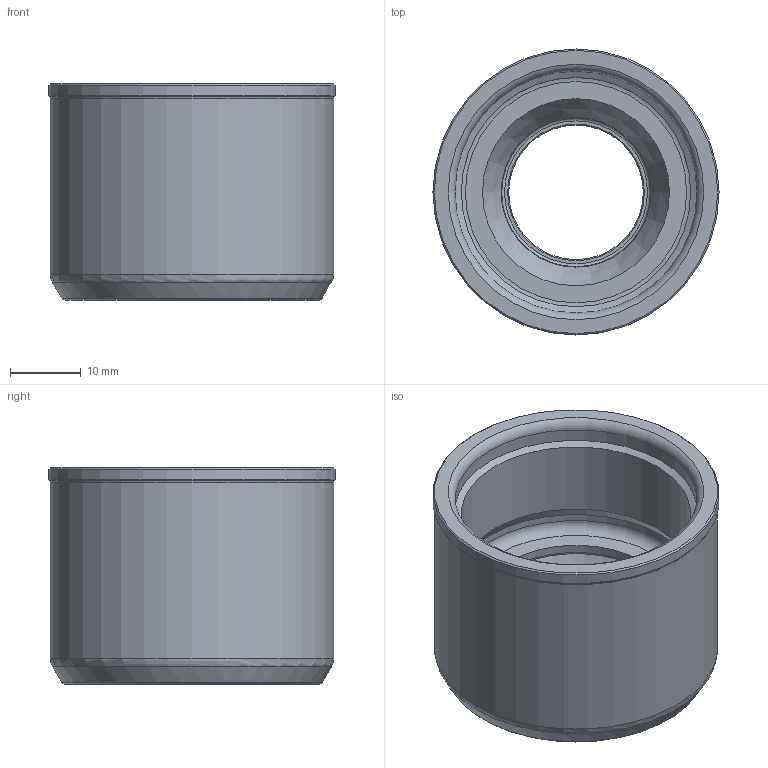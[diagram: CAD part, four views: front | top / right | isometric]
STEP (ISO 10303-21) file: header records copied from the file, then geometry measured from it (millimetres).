
FILE_DESCRIPTION(/* description */ (''),/* implementation_level */ '2;1');
FILE_NAME(/* name */ '362520000.stp',/* time_stamp */ '2021-09-24T14:17:24',/* author */ ('LRA'),/* organization */ ('REGO-FIX'),/* preprocessor_version */ ' Unknown',/* originating_system */ 'SIEMENS PLM Software Solid Edge ST10',/* authorization */ 'Unknown');
FILE_SCHEMA (('AUTOMOTIVE_DESIGN { 1 0 10303 214 2 1 1}'));
Length unit declared in the file: millimetre
Products named in the file (1): NOCUT
Bounding box: 40.4 x 40.4 x 30.5 mm (x, y, z)
Volume: 17263.4 mm3; surface area: 8185.2 mm2
Topology: 1 solids, 1 shells, 31 faces, 68 edges, 41 vertices
Faces by surface type: cone 9, cylinder 8, torus 8, plane 4, bspline 2
Full cylindrical faces by diameter (mm): 19 x1, 21 x1, 26.406 x1, 32.376 x1, 34.15 x1, 34.25 x1, 40 x1, 40.4 x1
Entity records: 839 total; most frequent: DIRECTION 138, CARTESIAN_POINT 135, ORIENTED_EDGE 76, AXIS2_PLACEMENT_3D 69, EDGE_LOOP 58, FACE_BOUND 58, EDGE_CURVE 38, CIRCLE 36
